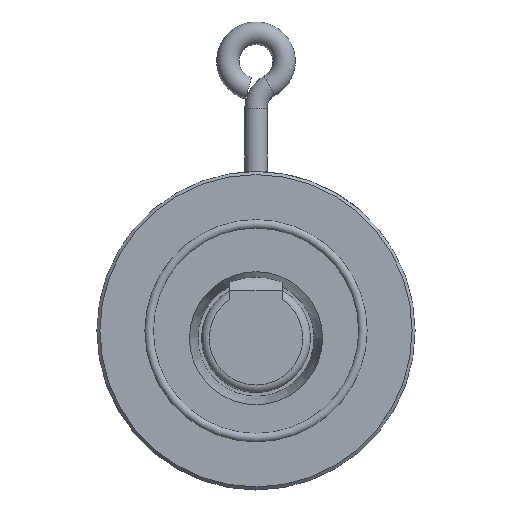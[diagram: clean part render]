
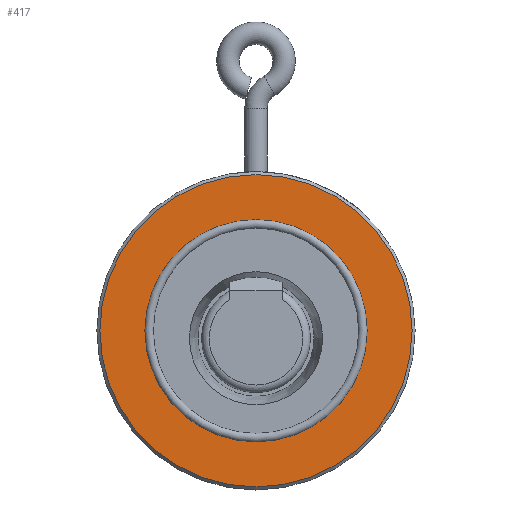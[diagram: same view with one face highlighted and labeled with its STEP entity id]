
A CAD part, top view. The second image highlights one B-rep face of the part: STEP entity #417.
In plain terms, the highlighted planar face has unit normal (0, 0, 1).
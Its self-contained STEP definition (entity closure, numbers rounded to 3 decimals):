
#417 = ADVANCED_FACE ( 'NONE', ( #4084, #5132 ), #5773, .T. ) ;
#431 = ORIENTED_EDGE ( 'NONE', *, *, #7951, .T. ) ;
#473 = EDGE_LOOP ( 'NONE', ( #6320 ) ) ;
#847 = CARTESIAN_POINT ( 'NONE',  ( 29.672, 0., 0. ) ) ;
#865 = EDGE_LOOP ( 'NONE', ( #431 ) ) ;
#965 = CARTESIAN_POINT ( 'NONE',  ( 0., 0., 0. ) ) ;
#1477 = DIRECTION ( 'NONE',  ( 1., 0., 0. ) ) ;
#2007 = DIRECTION ( 'NONE',  ( 1., 0., 0. ) ) ;
#2261 = CARTESIAN_POINT ( 'NONE',  ( 0., 0., 0. ) ) ;
#2279 = VERTEX_POINT ( 'NONE', #6858 ) ;
#2768 = AXIS2_PLACEMENT_3D ( 'NONE', #5275, #2940, #1477 ) ;
#2940 = DIRECTION ( 'NONE',  ( 0., 0., 1. ) ) ;
#3313 = DIRECTION ( 'NONE',  ( 1., 0., 0. ) ) ;
#4084 = FACE_OUTER_BOUND ( 'NONE', #865, .T. ) ;
#4197 = CIRCLE ( 'NONE', #2768, 41.7 ) ;
#4369 = VERTEX_POINT ( 'NONE', #847 ) ;
#5132 = FACE_BOUND ( 'NONE', #473, .T. ) ;
#5275 = CARTESIAN_POINT ( 'NONE',  ( 0., 0., 0. ) ) ;
#5525 = DIRECTION ( 'NONE',  ( 0., 0., 1. ) ) ;
#5773 = PLANE ( 'NONE',  #7066 ) ;
#6142 = AXIS2_PLACEMENT_3D ( 'NONE', #965, #5525, #2007 ) ;
#6320 = ORIENTED_EDGE ( 'NONE', *, *, #8110, .F. ) ;
#6842 = DIRECTION ( 'NONE',  ( 0., 0., 1. ) ) ;
#6858 = CARTESIAN_POINT ( 'NONE',  ( 41.7, 0., 0. ) ) ;
#7066 = AXIS2_PLACEMENT_3D ( 'NONE', #2261, #6842, #3313 ) ;
#7605 = CIRCLE ( 'NONE', #6142, 29.672 ) ;
#7951 = EDGE_CURVE ( 'NONE', #2279, #2279, #4197, .T. ) ;
#8110 = EDGE_CURVE ( 'NONE', #4369, #4369, #7605, .T. ) ;
